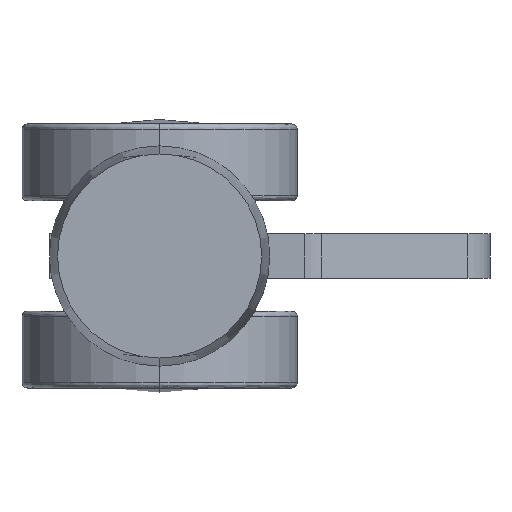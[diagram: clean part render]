
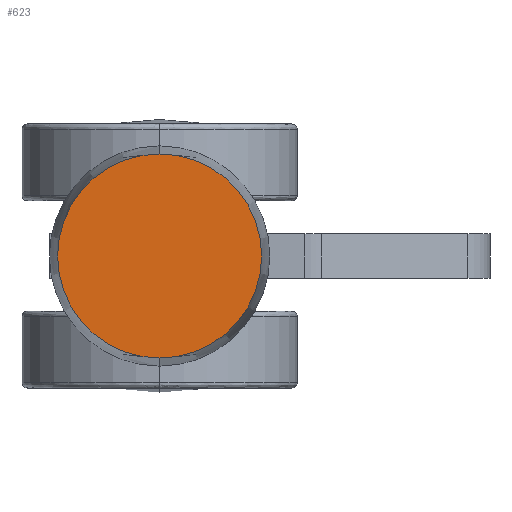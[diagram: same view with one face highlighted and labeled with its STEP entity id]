
A CAD part, left-side view. The second image highlights one B-rep face of the part: STEP entity #623.
In plain terms, the highlighted planar face has unit normal (-1, 0, 0).
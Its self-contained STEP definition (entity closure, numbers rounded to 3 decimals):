
#17 = AXIS2_PLACEMENT_3D ( 'NONE', #669, #3461, #3064 ) ;
#157 = EDGE_CURVE ( 'NONE', #3005, #2715, #1472, .T. ) ;
#623 = ADVANCED_FACE ( 'NONE', ( #6154 ), #3372, .F. ) ;
#669 = CARTESIAN_POINT ( 'NONE',  ( -50., -10., 2. ) ) ;
#1150 = EDGE_LOOP ( 'NONE', ( #1820, #5940 ) ) ;
#1472 = CIRCLE ( 'NONE', #5961, 9.266 ) ;
#1820 = ORIENTED_EDGE ( 'NONE', *, *, #5514, .F. ) ;
#2478 = AXIS2_PLACEMENT_3D ( 'NONE', #3703, #5300, #5769 ) ;
#2715 = VERTEX_POINT ( 'NONE', #5465 ) ;
#3005 = VERTEX_POINT ( 'NONE', #5177 ) ;
#3064 = DIRECTION ( 'NONE',  ( 0., 0., -1. ) ) ;
#3365 = DIRECTION ( 'NONE',  ( 0., 0., -1. ) ) ;
#3372 = PLANE ( 'NONE',  #2478 ) ;
#3461 = DIRECTION ( 'NONE',  ( 1., 0., 0. ) ) ;
#3703 = CARTESIAN_POINT ( 'NONE',  ( -50., -10., 2. ) ) ;
#3811 = CARTESIAN_POINT ( 'NONE',  ( -50., -10., 2. ) ) ;
#4908 = CIRCLE ( 'NONE', #17, 9.266 ) ;
#5177 = CARTESIAN_POINT ( 'NONE',  ( -50., -10., 11.266 ) ) ;
#5300 = DIRECTION ( 'NONE',  ( 1., 0., 0. ) ) ;
#5465 = CARTESIAN_POINT ( 'NONE',  ( -50., -10., -7.266 ) ) ;
#5514 = EDGE_CURVE ( 'NONE', #2715, #3005, #4908, .T. ) ;
#5761 = DIRECTION ( 'NONE',  ( 1., 0., 0. ) ) ;
#5769 = DIRECTION ( 'NONE',  ( 0., 1., 0. ) ) ;
#5940 = ORIENTED_EDGE ( 'NONE', *, *, #157, .F. ) ;
#5961 = AXIS2_PLACEMENT_3D ( 'NONE', #3811, #5761, #3365 ) ;
#6154 = FACE_OUTER_BOUND ( 'NONE', #1150, .T. ) ;
